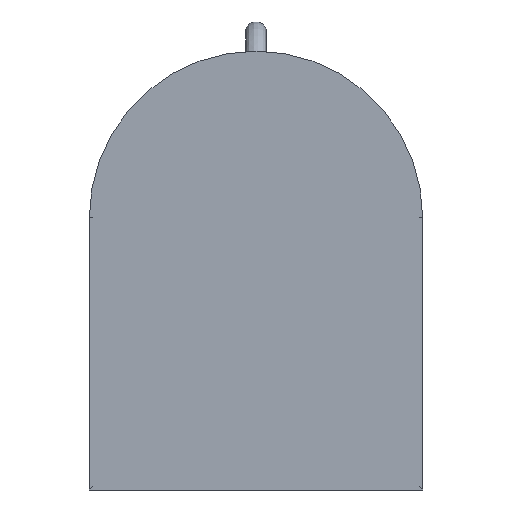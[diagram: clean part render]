
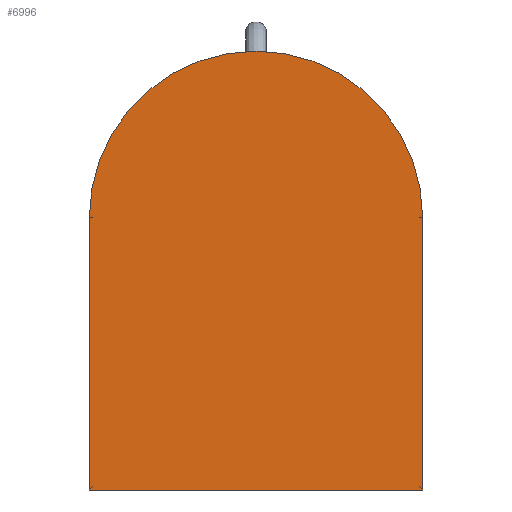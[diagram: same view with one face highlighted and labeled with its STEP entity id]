
A CAD part, front view. The second image highlights one B-rep face of the part: STEP entity #6996.
In plain terms, the highlighted planar face has unit normal (0, -1, 0).
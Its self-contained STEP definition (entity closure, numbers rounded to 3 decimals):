
#457=CIRCLE('',#7741,44.6);
#704=PLANE('',#7743);
#1086=FACE_OUTER_BOUND('',#1538,.T.);
#1538=EDGE_LOOP('',(#6512,#6513,#6514,#6515));
#2192=LINE('',#13031,#2854);
#2196=LINE('',#13039,#2858);
#2199=LINE('',#13045,#2861);
#2854=VECTOR('',#9648,10.);
#2858=VECTOR('',#9654,10.);
#2861=VECTOR('',#9659,10.);
#3563=VERTEX_POINT('',#13029);
#3564=VERTEX_POINT('',#13030);
#3567=VERTEX_POINT('',#13038);
#3569=VERTEX_POINT('',#13044);
#4542=EDGE_CURVE('',#3563,#3564,#2192,.T.);
#4546=EDGE_CURVE('',#3564,#3567,#2196,.T.);
#4549=EDGE_CURVE('',#3567,#3569,#2199,.T.);
#4552=EDGE_CURVE('',#3569,#3563,#457,.T.);
#6512=ORIENTED_EDGE('',*,*,#4542,.F.);
#6513=ORIENTED_EDGE('',*,*,#4552,.F.);
#6514=ORIENTED_EDGE('',*,*,#4549,.F.);
#6515=ORIENTED_EDGE('',*,*,#4546,.F.);
#6996=ADVANCED_FACE('',(#1086),#704,.T.);
#7741=AXIS2_PLACEMENT_3D('',#13050,#9664,#9665);
#7743=AXIS2_PLACEMENT_3D('',#13052,#9668,#9669);
#9648=DIRECTION('',(0.,0.,-1.));
#9654=DIRECTION('',(-1.,0.,0.));
#9659=DIRECTION('',(0.,0.,1.));
#9664=DIRECTION('center_axis',(0.,1.,0.));
#9665=DIRECTION('ref_axis',(1.,0.,0.));
#9668=DIRECTION('center_axis',(0.,-1.,0.));
#9669=DIRECTION('ref_axis',(1.,0.,0.));
#13029=CARTESIAN_POINT('',(44.6,-3.,0.));
#13030=CARTESIAN_POINT('',(44.6,-3.,-72.85));
#13031=CARTESIAN_POINT('',(44.6,-3.,-69.85));
#13038=CARTESIAN_POINT('',(-44.6,-3.,-72.85));
#13039=CARTESIAN_POINT('',(-41.6,-3.,-72.85));
#13044=CARTESIAN_POINT('',(-44.6,-3.,0.));
#13045=CARTESIAN_POINT('',(-44.6,-3.,0.));
#13050=CARTESIAN_POINT('Origin',(0.,-3.,0.));
#13052=CARTESIAN_POINT('Origin',(0.,-3.,-14.125));
